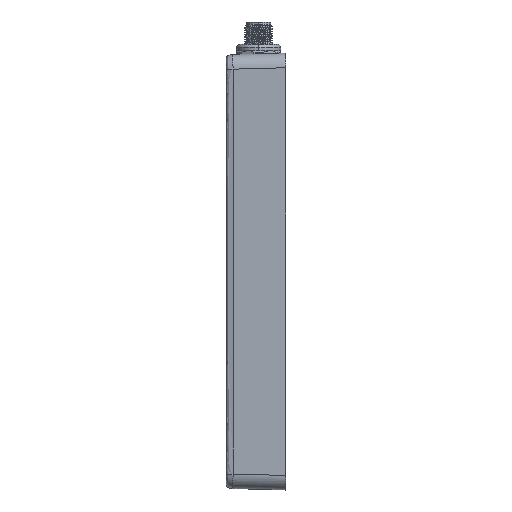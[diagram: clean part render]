
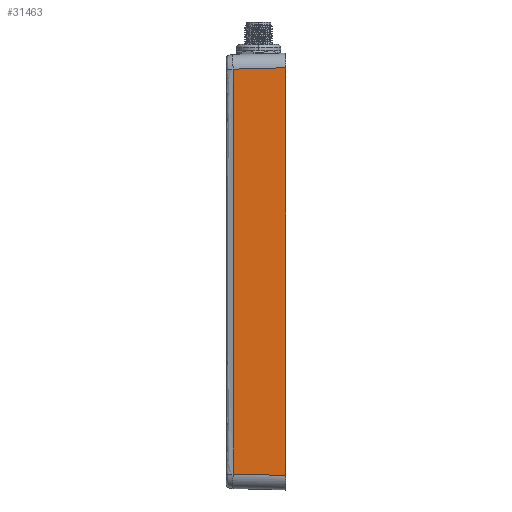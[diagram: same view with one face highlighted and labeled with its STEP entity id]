
A CAD part, left-side view. The second image highlights one B-rep face of the part: STEP entity #31463.
In plain terms, the highlighted planar face has unit normal (-1, 0.026, 0).
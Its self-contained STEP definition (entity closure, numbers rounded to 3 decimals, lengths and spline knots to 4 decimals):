
#5889=CARTESIAN_POINT('',(-3.5453,0.,-3.4711));
#5903=DIRECTION('',(0.,0.,-1.));
#5904=VECTOR('',#5903,6.9423);
#5905=CARTESIAN_POINT('',(-3.5453,0.,3.4711));
#5906=LINE('',#5905,#5904);
#5919=CARTESIAN_POINT('',(-3.5453,0.,3.4711));
#6592=CARTESIAN_POINT('',(-3.5218,0.8977,
3.4476));
#6823=DIRECTION('',(0.,0.,1.));
#6824=VECTOR('',#6823,6.8953);
#6825=CARTESIAN_POINT('',(-3.5218,0.8977,
-3.4476));
#6826=LINE('',#6825,#6824);
#6827=DIRECTION('',(-0.026,-0.999,0.026));
#6828=VECTOR('',#6827,0.8983);
#6829=CARTESIAN_POINT('',(-3.5218,0.8977,
3.4476));
#6830=LINE('',#6829,#6828);
#6831=DIRECTION('',(-0.026,-0.999,-0.026));
#6832=VECTOR('',#6831,0.8983);
#6833=CARTESIAN_POINT('',(-3.5218,0.8977,
-3.4476));
#6834=LINE('',#6833,#6832);
#24771=VERTEX_POINT('',#5919);
#24772=VERTEX_POINT('',#5889);
#24795=VERTEX_POINT('',#6592);
#24798=CARTESIAN_POINT('',(-3.5218,0.8977,
-3.4476));
#24799=VERTEX_POINT('',#24798);
#31451=CARTESIAN_POINT('',(-3.5453,0.,-3.7693));
#31452=DIRECTION('',(-1.,0.026,0.));
#31453=DIRECTION('',(0.,0.,-1.));
#31454=AXIS2_PLACEMENT_3D('',#31451,#31452,#31453);
#31455=PLANE('',#31454);
#31456=ORIENTED_EDGE('',*,*,#31444,.T.);
#31457=ORIENTED_EDGE('',*,*,#31305,.T.);
#31458=ORIENTED_EDGE('',*,*,#30656,.T.);
#31460=ORIENTED_EDGE('',*,*,#31459,.F.);
#31461=EDGE_LOOP('',(#31456,#31457,#31458,#31460));
#31462=FACE_OUTER_BOUND('',#31461,.F.);
#31463=ADVANCED_FACE('',(#31462),#31455,.T.);
#30656=EDGE_CURVE('',#24771,#24772,#5906,.T.);
#31305=EDGE_CURVE('',#24795,#24771,#6830,.T.);
#31444=EDGE_CURVE('',#24799,#24795,#6826,.T.);
#31459=EDGE_CURVE('',#24799,#24772,#6834,.T.);
